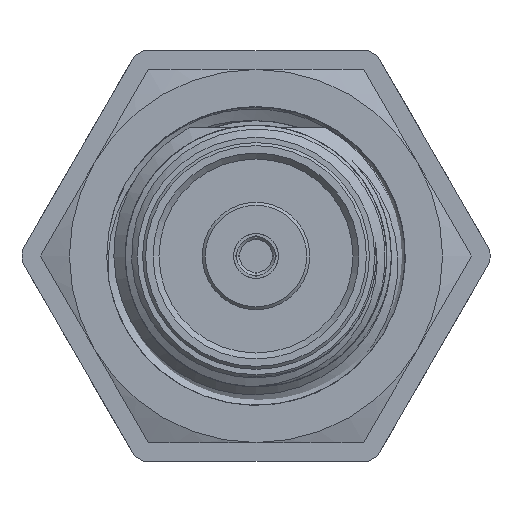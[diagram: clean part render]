
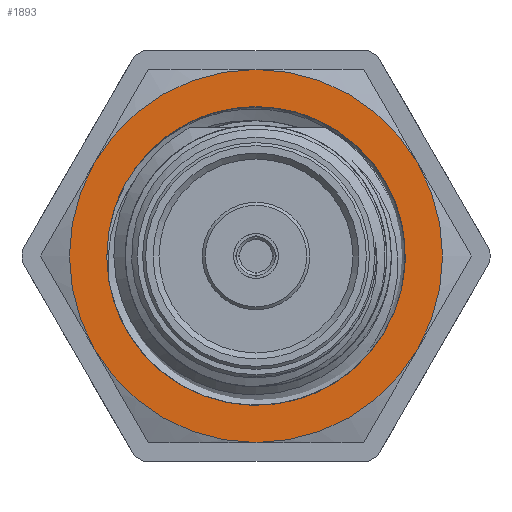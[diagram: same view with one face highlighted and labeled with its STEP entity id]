
A CAD part, left-side view. The second image highlights one B-rep face of the part: STEP entity #1893.
In plain terms, the highlighted planar face has unit normal (-1, 0, 0).
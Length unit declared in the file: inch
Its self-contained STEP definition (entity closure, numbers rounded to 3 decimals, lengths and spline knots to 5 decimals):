
#117 = CARTESIAN_POINT ( 'NONE',  ( 0.418, 0., -0.3125 ) ) ;
#383 = ORIENTED_EDGE ( 'NONE', *, *, #17053, .T. ) ;
#645 = ORIENTED_EDGE ( 'NONE', *, *, #4459, .F. ) ;
#1053 = VERTEX_POINT ( 'NONE', #15167 ) ;
#1069 = VERTEX_POINT ( 'NONE', #15503 ) ;
#1511 = EDGE_CURVE ( 'NONE', #6998, #3252, #15641, .T. ) ;
#1545 = AXIS2_PLACEMENT_3D ( 'NONE', #8555, #13079, #15100 ) ;
#1834 = CARTESIAN_POINT ( 'NONE',  ( 0.418, 0., 0. ) ) ;
#1865 = DIRECTION ( 'NONE',  ( -1., 0., 0. ) ) ;
#1893 = ADVANCED_FACE ( 'NONE', ( #18074, #7980 ), #16245, .T. ) ;
#2681 = DIRECTION ( 'NONE',  ( 0., 0.5, -0.866 ) ) ;
#3252 = VERTEX_POINT ( 'NONE', #8351 ) ;
#3779 = DIRECTION ( 'NONE',  ( -1., 0., 0. ) ) ;
#3785 = VERTEX_POINT ( 'NONE', #13776 ) ;
#4459 = EDGE_CURVE ( 'NONE', #3785, #8573, #19757, .T. ) ;
#4547 = EDGE_CURVE ( 'NONE', #8596, #19588, #14619, .T. ) ;
#4974 = CIRCLE ( 'NONE', #7716, 0.3125 ) ;
#5063 = DIRECTION ( 'NONE',  ( -1., 0., 0. ) ) ;
#5197 = DIRECTION ( 'NONE',  ( 0., 0.5, -0.866 ) ) ;
#5919 = DIRECTION ( 'NONE',  ( 0., 0.5, -0.866 ) ) ;
#6023 = DIRECTION ( 'NONE',  ( 0., 0.5, -0.866 ) ) ;
#6998 = VERTEX_POINT ( 'NONE', #117 ) ;
#7504 = CARTESIAN_POINT ( 'NONE',  ( 0.418, 0., 0.3125 ) ) ;
#7716 = AXIS2_PLACEMENT_3D ( 'NONE', #16434, #5063, #19430 ) ;
#7741 = AXIS2_PLACEMENT_3D ( 'NONE', #19668, #1865, #5197 ) ;
#7980 = FACE_OUTER_BOUND ( 'NONE', #18729, .T. ) ;
#8076 = CIRCLE ( 'NONE', #10510, 0.3125 ) ;
#8104 = AXIS2_PLACEMENT_3D ( 'NONE', #18470, #3779, #10320 ) ;
#8351 = CARTESIAN_POINT ( 'NONE',  ( 0.418, -0.27063, -0.15625 ) ) ;
#8477 = DIRECTION ( 'NONE',  ( -1., 0., 0. ) ) ;
#8555 = CARTESIAN_POINT ( 'NONE',  ( 0.418, 0., 0. ) ) ;
#8573 = VERTEX_POINT ( 'NONE', #16080 ) ;
#8596 = VERTEX_POINT ( 'NONE', #9639 ) ;
#8735 = CIRCLE ( 'NONE', #1545, 0.25 ) ;
#8918 = CARTESIAN_POINT ( 'NONE',  ( 0.418, 0., 0. ) ) ;
#9639 = CARTESIAN_POINT ( 'NONE',  ( 0.418, -0.27063, 0.15625 ) ) ;
#9837 = ORIENTED_EDGE ( 'NONE', *, *, #10738, .T. ) ;
#9880 = DIRECTION ( 'NONE',  ( 0., 0.5, -0.866 ) ) ;
#10241 = EDGE_CURVE ( 'NONE', #1069, #1053, #19110, .T. ) ;
#10320 = DIRECTION ( 'NONE',  ( 0., 0.5, -0.866 ) ) ;
#10510 = AXIS2_PLACEMENT_3D ( 'NONE', #14052, #20575, #2681 ) ;
#10738 = EDGE_CURVE ( 'NONE', #1053, #6998, #14329, .T. ) ;
#11211 = ORIENTED_EDGE ( 'NONE', *, *, #18861, .T. ) ;
#11283 = EDGE_LOOP ( 'NONE', ( #645, #14699 ) ) ;
#11978 = ORIENTED_EDGE ( 'NONE', *, *, #1511, .T. ) ;
#13079 = DIRECTION ( 'NONE',  ( -1., 0., 0. ) ) ;
#13776 = CARTESIAN_POINT ( 'NONE',  ( 0.418, 0.21894, 0.12069 ) ) ;
#14052 = CARTESIAN_POINT ( 'NONE',  ( 0.418, 0., 0. ) ) ;
#14329 = CIRCLE ( 'NONE', #19808, 0.3125 ) ;
#14597 = DIRECTION ( 'NONE',  ( -1., 0., 0. ) ) ;
#14619 = CIRCLE ( 'NONE', #15655, 0.3125 ) ;
#14699 = ORIENTED_EDGE ( 'NONE', *, *, #15832, .F. ) ;
#15019 = CARTESIAN_POINT ( 'NONE',  ( 0.418, 0., 0. ) ) ;
#15100 = DIRECTION ( 'NONE',  ( 0., 0.5, -0.866 ) ) ;
#15167 = CARTESIAN_POINT ( 'NONE',  ( 0.418, 0.27063, -0.15625 ) ) ;
#15503 = CARTESIAN_POINT ( 'NONE',  ( 0.418, 0.27063, 0.15625 ) ) ;
#15571 = DIRECTION ( 'NONE',  ( -1., 0., 0. ) ) ;
#15641 = CIRCLE ( 'NONE', #20757, 0.3125 ) ;
#15655 = AXIS2_PLACEMENT_3D ( 'NONE', #18890, #17181, #6023 ) ;
#15832 = EDGE_CURVE ( 'NONE', #8573, #3785, #8735, .T. ) ;
#16080 = CARTESIAN_POINT ( 'NONE',  ( 0.418, 0.06947, 0.24015 ) ) ;
#16245 = PLANE ( 'NONE',  #7741 ) ;
#16434 = CARTESIAN_POINT ( 'NONE',  ( 0.418, 0., 0. ) ) ;
#17053 = EDGE_CURVE ( 'NONE', #3252, #8596, #4974, .T. ) ;
#17068 = AXIS2_PLACEMENT_3D ( 'NONE', #15019, #14597, #9880 ) ;
#17083 = ORIENTED_EDGE ( 'NONE', *, *, #4547, .T. ) ;
#17181 = DIRECTION ( 'NONE',  ( -1., 0., 0. ) ) ;
#17843 = ORIENTED_EDGE ( 'NONE', *, *, #10241, .T. ) ;
#18074 = FACE_BOUND ( 'NONE', #11283, .T. ) ;
#18470 = CARTESIAN_POINT ( 'NONE',  ( 0.418, 0., 0. ) ) ;
#18729 = EDGE_LOOP ( 'NONE', ( #9837, #11978, #383, #17083, #11211, #17843 ) ) ;
#18861 = EDGE_CURVE ( 'NONE', #19588, #1069, #8076, .T. ) ;
#18890 = CARTESIAN_POINT ( 'NONE',  ( 0.418, 0., 0. ) ) ;
#19110 = CIRCLE ( 'NONE', #17068, 0.3125 ) ;
#19430 = DIRECTION ( 'NONE',  ( 0., 0.5, -0.866 ) ) ;
#19588 = VERTEX_POINT ( 'NONE', #7504 ) ;
#19634 = DIRECTION ( 'NONE',  ( 0., 0.5, -0.866 ) ) ;
#19668 = CARTESIAN_POINT ( 'NONE',  ( 0.418, 0., 0. ) ) ;
#19757 = CIRCLE ( 'NONE', #8104, 0.25 ) ;
#19808 = AXIS2_PLACEMENT_3D ( 'NONE', #1834, #8477, #19634 ) ;
#20575 = DIRECTION ( 'NONE',  ( -1., 0., 0. ) ) ;
#20757 = AXIS2_PLACEMENT_3D ( 'NONE', #8918, #15571, #5919 ) ;
